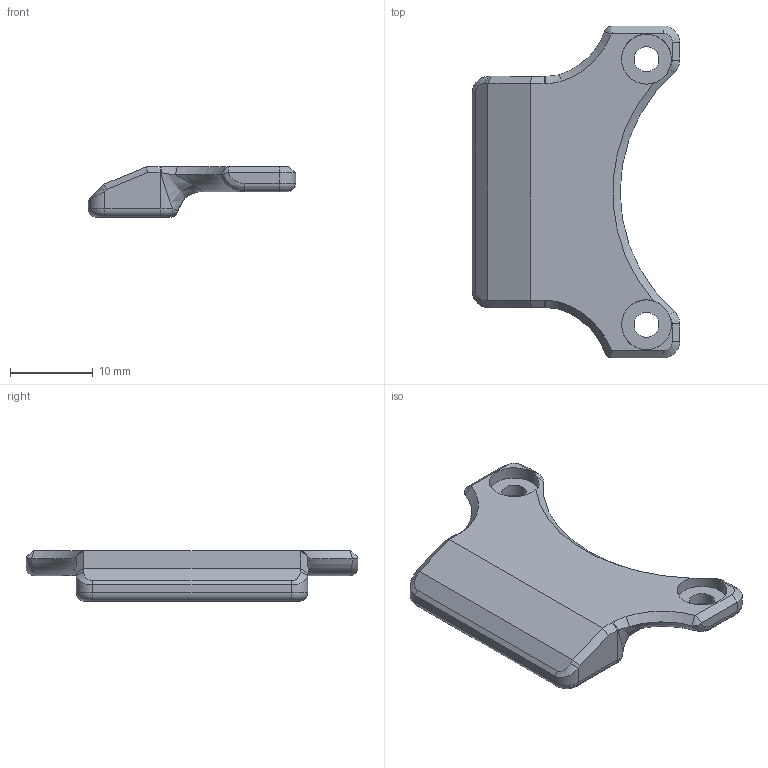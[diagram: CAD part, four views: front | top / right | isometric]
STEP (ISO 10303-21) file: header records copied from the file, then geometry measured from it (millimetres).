
FILE_DESCRIPTION(/* description */ ('STEP AP242','CAx-IF Rec.Pracs.---Representation and Presentation of Product Manufacturing Information (PMI)---4.0---2014-10-13','CAx-IF Rec.Pracs.---3D Tessellated Geometry---0.4---2014-09-14','2;1'),/* implementation_level */ '2;1');
FILE_NAME(/* name */ '6799c1c7d1bb70674c5c3e41',/* time_stamp */ '2025-01-29T05:51:03Z',/* author */ (''),/* organization */ (''),/* preprocessor_version */ 'ST-DEVELOPER v20',/* originating_system */ 'ONSHAPE BY PTC INC, 1.192',/* authorisation */ ' ');
FILE_SCHEMA (('AP242_MANAGED_MODEL_BASED_3D_ENGINEERING_MIM_LF { 1 0 10303 442 1 1 4 }'));
Length unit declared in the file: metre
Products named in the file (1): Nozzle Cam Mount - Stock
Bounding box: 24.99 x 40 x 6.09 mm (x, y, z)
Volume: 2203.9 mm3; surface area: 1874.6 mm2
Topology: 1 solids, 1 shells, 115 faces, 290 edges, 177 vertices
Faces by surface type: plane 51, cylinder 26, bspline 16, torus 15, cone 7
Full cylindrical faces by diameter (mm): 3 x2, 6 x2
Entity records: 3644 total; most frequent: CARTESIAN_POINT 981, ORIENTED_EDGE 568, DIRECTION 522, EDGE_CURVE 284, AXIS2_PLACEMENT_3D 186, VERTEX_POINT 175, LINE 150, VECTOR 150
